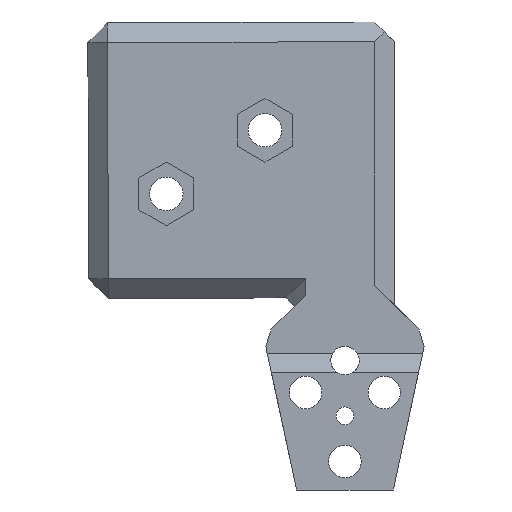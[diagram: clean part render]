
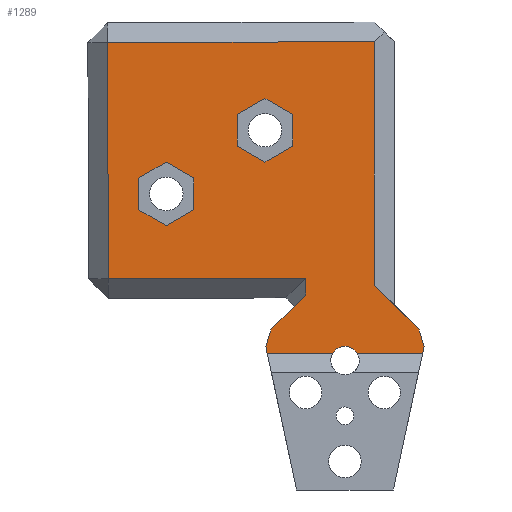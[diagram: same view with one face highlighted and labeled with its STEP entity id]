
A CAD part, front view. The second image highlights one B-rep face of the part: STEP entity #1289.
In plain terms, the highlighted planar face has unit normal (0, -1, 0).
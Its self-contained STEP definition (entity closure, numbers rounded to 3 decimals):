
#38=FACE_BOUND('',#190,.T.);
#39=FACE_BOUND('',#191,.T.);
#61=CIRCLE('',#1379,1.45);
#111=FACE_OUTER_BOUND('',#189,.T.);
#189=EDGE_LOOP('',(#1033,#1034,#1035,#1036,#1037,#1038,#1039,#1040,#1041,
#1042,#1043,#1044,#1045,#1046));
#190=EDGE_LOOP('',(#1047,#1048,#1049,#1050,#1051,#1052));
#191=EDGE_LOOP('',(#1053,#1054,#1055,#1056,#1057,#1058));
#223=LINE('',#1780,#376);
#227=LINE('',#1788,#380);
#230=LINE('',#1794,#383);
#233=LINE('',#1800,#386);
#236=LINE('',#1806,#389);
#239=LINE('',#1811,#392);
#241=LINE('',#1819,#394);
#245=LINE('',#1827,#398);
#248=LINE('',#1833,#401);
#251=LINE('',#1839,#404);
#254=LINE('',#1845,#407);
#257=LINE('',#1850,#410);
#260=LINE('',#1860,#413);
#276=LINE('',#1891,#429);
#279=LINE('',#1898,#432);
#291=LINE('',#1955,#444);
#296=LINE('',#1963,#449);
#300=LINE('',#1977,#453);
#302=LINE('',#1982,#455);
#324=LINE('',#2036,#477);
#326=LINE('',#2039,#479);
#327=LINE('',#2042,#480);
#328=LINE('',#2044,#481);
#329=LINE('',#2046,#482);
#330=LINE('',#2047,#483);
#376=VECTOR('',#1431,10.);
#380=VECTOR('',#1437,10.);
#383=VECTOR('',#1442,10.);
#386=VECTOR('',#1447,10.);
#389=VECTOR('',#1452,10.);
#392=VECTOR('',#1457,10.);
#394=VECTOR('',#1465,10.);
#398=VECTOR('',#1471,10.);
#401=VECTOR('',#1476,10.);
#404=VECTOR('',#1481,10.);
#407=VECTOR('',#1486,10.);
#410=VECTOR('',#1491,10.);
#413=VECTOR('',#1500,10.);
#429=VECTOR('',#1524,10.);
#432=VECTOR('',#1531,1000.);
#444=VECTOR('',#1585,1000.);
#449=VECTOR('',#1592,1000.);
#453=VECTOR('',#1608,1000.);
#455=VECTOR('',#1612,1000.);
#477=VECTOR('',#1664,1000.);
#479=VECTOR('',#1668,1000.);
#480=VECTOR('',#1671,10.);
#481=VECTOR('',#1672,10.);
#482=VECTOR('',#1673,10.);
#483=VECTOR('',#1674,1000.);
#529=VERTEX_POINT('',#1778);
#530=VERTEX_POINT('',#1779);
#533=VERTEX_POINT('',#1787);
#535=VERTEX_POINT('',#1793);
#537=VERTEX_POINT('',#1799);
#539=VERTEX_POINT('',#1805);
#542=VERTEX_POINT('',#1817);
#543=VERTEX_POINT('',#1818);
#546=VERTEX_POINT('',#1826);
#548=VERTEX_POINT('',#1832);
#550=VERTEX_POINT('',#1838);
#552=VERTEX_POINT('',#1844);
#556=VERTEX_POINT('',#1857);
#557=VERTEX_POINT('',#1859);
#568=VERTEX_POINT('',#1889);
#570=VERTEX_POINT('',#1897);
#593=VERTEX_POINT('',#1953);
#594=VERTEX_POINT('',#1954);
#595=VERTEX_POINT('',#1959);
#596=VERTEX_POINT('',#1961);
#600=VERTEX_POINT('',#1976);
#601=VERTEX_POINT('',#1980);
#602=VERTEX_POINT('',#1981);
#620=VERTEX_POINT('',#2041);
#621=VERTEX_POINT('',#2043);
#622=VERTEX_POINT('',#2045);
#645=EDGE_CURVE('',#529,#530,#223,.T.);
#649=EDGE_CURVE('',#533,#529,#227,.T.);
#652=EDGE_CURVE('',#535,#533,#230,.T.);
#655=EDGE_CURVE('',#537,#535,#233,.T.);
#658=EDGE_CURVE('',#539,#537,#236,.T.);
#661=EDGE_CURVE('',#530,#539,#239,.T.);
#664=EDGE_CURVE('',#542,#543,#241,.T.);
#668=EDGE_CURVE('',#546,#542,#245,.T.);
#671=EDGE_CURVE('',#548,#546,#248,.T.);
#674=EDGE_CURVE('',#550,#548,#251,.T.);
#677=EDGE_CURVE('',#552,#550,#254,.T.);
#680=EDGE_CURVE('',#543,#552,#257,.T.);
#684=EDGE_CURVE('',#556,#557,#260,.T.);
#700=EDGE_CURVE('',#568,#556,#276,.T.);
#703=EDGE_CURVE('',#570,#557,#279,.T.);
#729=EDGE_CURVE('',#593,#594,#291,.T.);
#734=EDGE_CURVE('',#596,#595,#296,.T.);
#739=EDGE_CURVE('',#594,#596,#61,.T.);
#741=EDGE_CURVE('',#600,#570,#300,.F.);
#743=EDGE_CURVE('',#601,#602,#302,.T.);
#772=EDGE_CURVE('',#595,#602,#324,.T.);
#774=EDGE_CURVE('',#600,#593,#326,.T.);
#775=EDGE_CURVE('',#620,#568,#327,.T.);
#776=EDGE_CURVE('',#621,#620,#328,.T.);
#777=EDGE_CURVE('',#622,#621,#329,.T.);
#778=EDGE_CURVE('',#622,#601,#330,.F.);
#1033=ORIENTED_EDGE('',*,*,#684,.F.);
#1034=ORIENTED_EDGE('',*,*,#700,.F.);
#1035=ORIENTED_EDGE('',*,*,#775,.F.);
#1036=ORIENTED_EDGE('',*,*,#776,.F.);
#1037=ORIENTED_EDGE('',*,*,#777,.F.);
#1038=ORIENTED_EDGE('',*,*,#778,.T.);
#1039=ORIENTED_EDGE('',*,*,#743,.T.);
#1040=ORIENTED_EDGE('',*,*,#772,.F.);
#1041=ORIENTED_EDGE('',*,*,#734,.F.);
#1042=ORIENTED_EDGE('',*,*,#739,.F.);
#1043=ORIENTED_EDGE('',*,*,#729,.F.);
#1044=ORIENTED_EDGE('',*,*,#774,.F.);
#1045=ORIENTED_EDGE('',*,*,#741,.T.);
#1046=ORIENTED_EDGE('',*,*,#703,.T.);
#1047=ORIENTED_EDGE('',*,*,#645,.T.);
#1048=ORIENTED_EDGE('',*,*,#661,.T.);
#1049=ORIENTED_EDGE('',*,*,#658,.T.);
#1050=ORIENTED_EDGE('',*,*,#655,.T.);
#1051=ORIENTED_EDGE('',*,*,#652,.T.);
#1052=ORIENTED_EDGE('',*,*,#649,.T.);
#1053=ORIENTED_EDGE('',*,*,#664,.T.);
#1054=ORIENTED_EDGE('',*,*,#680,.T.);
#1055=ORIENTED_EDGE('',*,*,#677,.T.);
#1056=ORIENTED_EDGE('',*,*,#674,.T.);
#1057=ORIENTED_EDGE('',*,*,#671,.T.);
#1058=ORIENTED_EDGE('',*,*,#668,.T.);
#1225=PLANE('',#1398);
#1289=ADVANCED_FACE('',(#111,#38,#39),#1225,.T.);
#1379=AXIS2_PLACEMENT_3D('',#1972,#1603,#1604);
#1398=AXIS2_PLACEMENT_3D('',#2040,#1669,#1670);
#1431=DIRECTION('',(-0.866,0.,-0.5));
#1437=DIRECTION('',(0.,0.,-1.));
#1442=DIRECTION('',(0.866,0.,-0.5));
#1447=DIRECTION('',(0.866,0.,0.5));
#1452=DIRECTION('',(0.,0.,1.));
#1457=DIRECTION('',(-0.866,0.,0.5));
#1465=DIRECTION('',(-0.868,0.,0.497));
#1471=DIRECTION('',(-0.864,0.,-0.503));
#1476=DIRECTION('',(0.003,0.,-1.));
#1481=DIRECTION('',(0.868,0.,-0.497));
#1486=DIRECTION('',(0.864,0.,0.503));
#1491=DIRECTION('',(-0.003,0.,1.));
#1500=DIRECTION('',(0.,0.,-1.));
#1524=DIRECTION('',(1.,0.,0.003));
#1531=DIRECTION('',(-0.707,0.,0.707));
#1585=DIRECTION('',(-1.,0.,0.));
#1592=DIRECTION('',(-1.,0.,0.));
#1603=DIRECTION('center_axis',(0.,-1.,0.));
#1604=DIRECTION('ref_axis',(0.,0.,-1.));
#1608=DIRECTION('',(0.283,0.,-0.959));
#1612=DIRECTION('',(-0.283,0.,-0.959));
#1664=DIRECTION('',(-0.21,0.,0.978));
#1668=DIRECTION('',(-0.21,0.,-0.978));
#1669=DIRECTION('center_axis',(0.,-1.,0.));
#1670=DIRECTION('ref_axis',(1.,0.,0.));
#1671=DIRECTION('',(-0.003,0.,1.));
#1672=DIRECTION('',(-1.,0.,-0.003));
#1673=DIRECTION('',(0.,0.,1.));
#1674=DIRECTION('',(0.707,0.,0.707));
#1778=CARTESIAN_POINT('',(-5.327,0.,35.032));
#1779=CARTESIAN_POINT('',(-8.127,0.,33.415));
#1780=CARTESIAN_POINT('',(-9.415,0.,32.672));
#1787=CARTESIAN_POINT('',(-5.327,0.,38.265));
#1788=CARTESIAN_POINT('',(-5.327,0.,22.595));
#1793=CARTESIAN_POINT('',(-8.127,0.,39.881));
#1794=CARTESIAN_POINT('',(2.055,0.,34.002));
#1799=CARTESIAN_POINT('',(-10.927,0.,38.265));
#1800=CARTESIAN_POINT('',(-13.615,0.,36.713));
#1805=CARTESIAN_POINT('',(-10.927,0.,35.032));
#1806=CARTESIAN_POINT('',(-10.927,0.,20.979));
#1811=CARTESIAN_POINT('',(0.655,0.,28.344));
#1817=CARTESIAN_POINT('',(-18.139,0.,26.949));
#1818=CARTESIAN_POINT('',(-20.944,0.,28.557));
#1819=CARTESIAN_POINT('',(-6.993,0.,20.562));
#1826=CARTESIAN_POINT('',(-15.344,0.,28.575));
#1827=CARTESIAN_POINT('',(-14.316,0.,29.173));
#1832=CARTESIAN_POINT('',(-15.355,0.,31.808));
#1833=CARTESIAN_POINT('',(-15.314,0.,19.342));
#1838=CARTESIAN_POINT('',(-18.16,0.,33.416));
#1839=CARTESIAN_POINT('',(-5.611,0.,26.225));
#1844=CARTESIAN_POINT('',(-20.955,0.,31.79));
#1845=CARTESIAN_POINT('',(-18.529,0.,33.201));
#1850=CARTESIAN_POINT('',(-20.909,0.,17.708));
#1857=CARTESIAN_POINT('',(3.,0.,45.646));
#1859=CARTESIAN_POINT('',(3.,0.,20.9));
#1860=CARTESIAN_POINT('',(3.,0.,27.913));
#1889=CARTESIAN_POINT('',(-24.117,0.,45.558));
#1891=CARTESIAN_POINT('',(-12.121,0.,45.597));
#1897=CARTESIAN_POINT('',(7.544,0.,16.356));
#1898=CARTESIAN_POINT('',(10.,0.,13.9));
#1953=CARTESIAN_POINT('',(7.898,0.,14.));
#1954=CARTESIAN_POINT('',(1.237,0.,14.));
#1955=CARTESIAN_POINT('',(4.567,0.,14.));
#1959=CARTESIAN_POINT('',(-7.898,0.,14.));
#1961=CARTESIAN_POINT('',(-1.237,0.,14.));
#1963=CARTESIAN_POINT('',(-4.567,0.,14.));
#1972=CARTESIAN_POINT('Origin',(0.,0.,13.243));
#1976=CARTESIAN_POINT('',(8.042,0.,14.671));
#1977=CARTESIAN_POINT('',(9.5,0.,9.732));
#1980=CARTESIAN_POINT('',(-7.544,0.,16.356));
#1981=CARTESIAN_POINT('',(-8.042,0.,14.671));
#1982=CARTESIAN_POINT('',(-9.5,0.,9.732));
#2036=CARTESIAN_POINT('',(-6.398,0.,7.));
#2039=CARTESIAN_POINT('',(6.398,0.,7.));
#2040=CARTESIAN_POINT('Origin',(0.,0.,6.926));
#2041=CARTESIAN_POINT('',(-24.039,0.,21.558));
#2042=CARTESIAN_POINT('',(-24.057,0.,27.203));
#2043=CARTESIAN_POINT('',(-4.,0.,21.623));
#2044=CARTESIAN_POINT('',(-13.043,0.,21.594));
#2045=CARTESIAN_POINT('',(-4.,0.,19.9));
#2046=CARTESIAN_POINT('',(-4.,0.,6.926));
#2047=CARTESIAN_POINT('',(-5.,0.,18.9));
